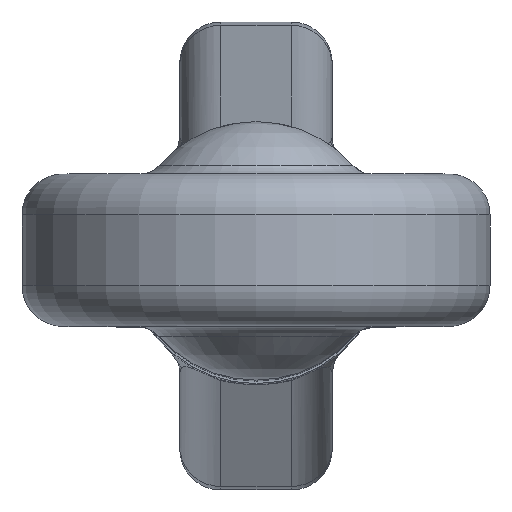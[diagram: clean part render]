
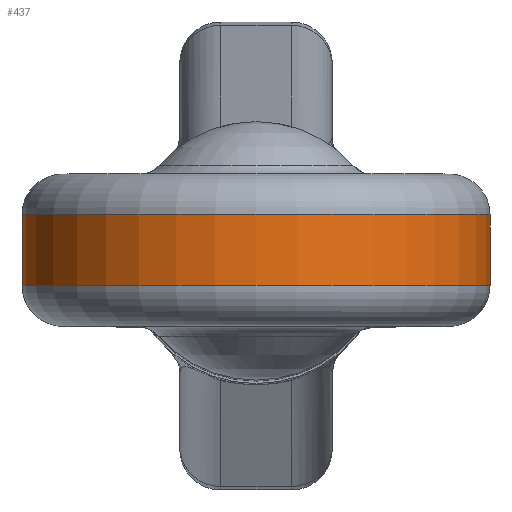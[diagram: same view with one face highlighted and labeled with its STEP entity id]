
A CAD part, top view. The second image highlights one B-rep face of the part: STEP entity #437.
In plain terms, the highlighted cylindrical face has radius 4.3 mm (diameter 8.6 mm), a partial arc.
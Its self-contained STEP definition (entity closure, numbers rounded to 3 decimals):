
#38 = DIRECTION ( 'NONE',  ( 1., 0., 0. ) ) ;
#125 = DIRECTION ( 'NONE',  ( 0., 0., -1. ) ) ;
#204 = DIRECTION ( 'NONE',  ( 0., 0., -1. ) ) ;
#211 = VERTEX_POINT ( 'NONE', #1408 ) ;
#286 = LINE ( 'NONE', #1966, #1341 ) ;
#290 = DIRECTION ( 'NONE',  ( -1., 0., 0. ) ) ;
#312 = FACE_OUTER_BOUND ( 'NONE', #402, .T. ) ;
#324 = DIRECTION ( 'NONE',  ( 0., 0., 1. ) ) ;
#402 = EDGE_LOOP ( 'NONE', ( #1376, #462, #436, #1750 ) ) ;
#435 = CARTESIAN_POINT ( 'NONE',  ( 4.3, 0., 0.65 ) ) ;
#436 = ORIENTED_EDGE ( 'NONE', *, *, #660, .T. ) ;
#437 = ADVANCED_FACE ( 'NONE', ( #312 ), #440, .T. ) ;
#440 = CYLINDRICAL_SURFACE ( 'NONE', #459, 4.3 ) ;
#459 = AXIS2_PLACEMENT_3D ( 'NONE', #1640, #811, #290 ) ;
#462 = ORIENTED_EDGE ( 'NONE', *, *, #1748, .T. ) ;
#523 = CARTESIAN_POINT ( 'NONE',  ( -4.3, 0., 0.65 ) ) ;
#547 = CARTESIAN_POINT ( 'NONE',  ( 0., 0., 0.65 ) ) ;
#593 = CARTESIAN_POINT ( 'NONE',  ( 4.3, 0., 1.4 ) ) ;
#660 = EDGE_CURVE ( 'NONE', #1639, #211, #936, .T. ) ;
#679 = CARTESIAN_POINT ( 'NONE',  ( 0., 0., -0.65 ) ) ;
#734 = EDGE_CURVE ( 'NONE', #2088, #1006, #878, .T. ) ;
#811 = DIRECTION ( 'NONE',  ( 0., 0., -1. ) ) ;
#878 = CIRCLE ( 'NONE', #1584, 4.3 ) ;
#936 = CIRCLE ( 'NONE', #1240, 4.3 ) ;
#1006 = VERTEX_POINT ( 'NONE', #435 ) ;
#1097 = CARTESIAN_POINT ( 'NONE',  ( 4.3, 0., -0.65 ) ) ;
#1194 = EDGE_CURVE ( 'NONE', #2088, #211, #286, .T. ) ;
#1240 = AXIS2_PLACEMENT_3D ( 'NONE', #679, #324, #2019 ) ;
#1341 = VECTOR ( 'NONE', #125, 1000. ) ;
#1376 = ORIENTED_EDGE ( 'NONE', *, *, #734, .T. ) ;
#1408 = CARTESIAN_POINT ( 'NONE',  ( -4.3, 0., -0.65 ) ) ;
#1584 = AXIS2_PLACEMENT_3D ( 'NONE', #547, #204, #38 ) ;
#1639 = VERTEX_POINT ( 'NONE', #1097 ) ;
#1640 = CARTESIAN_POINT ( 'NONE',  ( 0., 0., 1.4 ) ) ;
#1748 = EDGE_CURVE ( 'NONE', #1006, #1639, #1814, .T. ) ;
#1750 = ORIENTED_EDGE ( 'NONE', *, *, #1194, .F. ) ;
#1814 = LINE ( 'NONE', #593, #2151 ) ;
#1966 = CARTESIAN_POINT ( 'NONE',  ( -4.3, 0., 1.4 ) ) ;
#2019 = DIRECTION ( 'NONE',  ( 1., 0., 0. ) ) ;
#2088 = VERTEX_POINT ( 'NONE', #523 ) ;
#2120 = DIRECTION ( 'NONE',  ( 0., 0., -1. ) ) ;
#2151 = VECTOR ( 'NONE', #2120, 1000. ) ;
